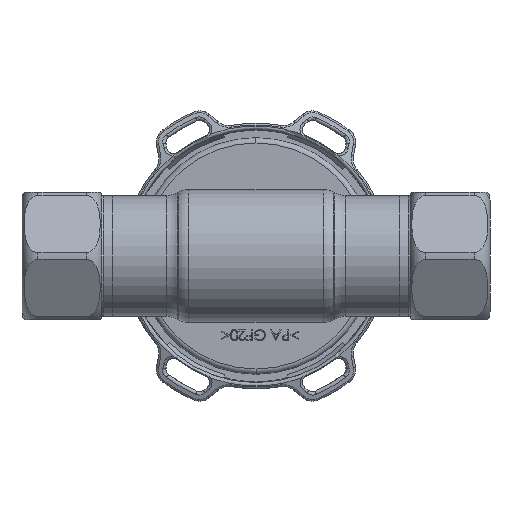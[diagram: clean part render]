
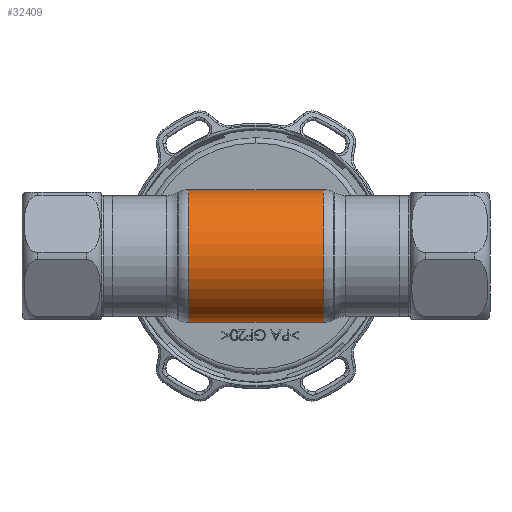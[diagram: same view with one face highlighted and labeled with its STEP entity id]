
A CAD part, front view. The second image highlights one B-rep face of the part: STEP entity #32409.
In plain terms, the highlighted cylindrical face has radius 12.5 mm (diameter 25 mm), a partial arc.
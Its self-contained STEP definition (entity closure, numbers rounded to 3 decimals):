
#1786 = DIRECTION ( 'NONE',  ( 0., 0., 1. ) ) ;
#2610 = ORIENTED_EDGE ( 'NONE', *, *, #23003, .T. ) ;
#3129 = DIRECTION ( 'NONE',  ( -1., 0., 0. ) ) ;
#3536 = AXIS2_PLACEMENT_3D ( 'NONE', #30665, #3129, #14447 ) ;
#5382 = AXIS2_PLACEMENT_3D ( 'NONE', #10001, #18003, #29266 ) ;
#5882 = EDGE_CURVE ( 'NONE', #11641, #33214, #17642, .T. ) ;
#6126 = DIRECTION ( 'NONE',  ( -1., 0., 0. ) ) ;
#6243 = CARTESIAN_POINT ( 'NONE',  ( -62.69, 0., 12.5 ) ) ;
#8104 = VECTOR ( 'NONE', #34113, 1000. ) ;
#10001 = CARTESIAN_POINT ( 'NONE',  ( -62.69, 0., 0. ) ) ;
#10035 = DIRECTION ( 'NONE',  ( -1., 0., 0. ) ) ;
#10382 = CARTESIAN_POINT ( 'NONE',  ( 12.606, 0., 0. ) ) ;
#11641 = VERTEX_POINT ( 'NONE', #33885 ) ;
#13649 = CARTESIAN_POINT ( 'NONE',  ( -12.606, 0., 12.5 ) ) ;
#13732 = ORIENTED_EDGE ( 'NONE', *, *, #20147, .F. ) ;
#14355 = CYLINDRICAL_SURFACE ( 'NONE', #5382, 12.5 ) ;
#14447 = DIRECTION ( 'NONE',  ( 0., 0., 1. ) ) ;
#15093 = CARTESIAN_POINT ( 'NONE',  ( -12.606, 0., -12.5 ) ) ;
#17316 = VERTEX_POINT ( 'NONE', #35381 ) ;
#17642 = LINE ( 'NONE', #25619, #32428 ) ;
#18003 = DIRECTION ( 'NONE',  ( -1., 0., 0. ) ) ;
#18295 = EDGE_LOOP ( 'NONE', ( #24126, #24102, #2610, #13732 ) ) ;
#19259 = CIRCLE ( 'NONE', #3536, 12.5 ) ;
#19533 = VERTEX_POINT ( 'NONE', #13649 ) ;
#20147 = EDGE_CURVE ( 'NONE', #33214, #19533, #19259, .T. ) ;
#23003 = EDGE_CURVE ( 'NONE', #17316, #19533, #28626, .T. ) ;
#24102 = ORIENTED_EDGE ( 'NONE', *, *, #29825, .T. ) ;
#24126 = ORIENTED_EDGE ( 'NONE', *, *, #5882, .F. ) ;
#25619 = CARTESIAN_POINT ( 'NONE',  ( -62.69, 0., -12.5 ) ) ;
#25630 = AXIS2_PLACEMENT_3D ( 'NONE', #10382, #10035, #1786 ) ;
#28626 = LINE ( 'NONE', #6243, #8104 ) ;
#29266 = DIRECTION ( 'NONE',  ( 0., 0., 1. ) ) ;
#29825 = EDGE_CURVE ( 'NONE', #11641, #17316, #32035, .T. ) ;
#30665 = CARTESIAN_POINT ( 'NONE',  ( -12.606, 0., 0. ) ) ;
#30928 = FACE_OUTER_BOUND ( 'NONE', #18295, .T. ) ;
#32035 = CIRCLE ( 'NONE', #25630, 12.5 ) ;
#32409 = ADVANCED_FACE ( 'NONE', ( #30928 ), #14355, .T. ) ;
#32428 = VECTOR ( 'NONE', #6126, 1000. ) ;
#33214 = VERTEX_POINT ( 'NONE', #15093 ) ;
#33885 = CARTESIAN_POINT ( 'NONE',  ( 12.606, 0., -12.5 ) ) ;
#34113 = DIRECTION ( 'NONE',  ( -1., 0., 0. ) ) ;
#35381 = CARTESIAN_POINT ( 'NONE',  ( 12.606, 0., 12.5 ) ) ;
